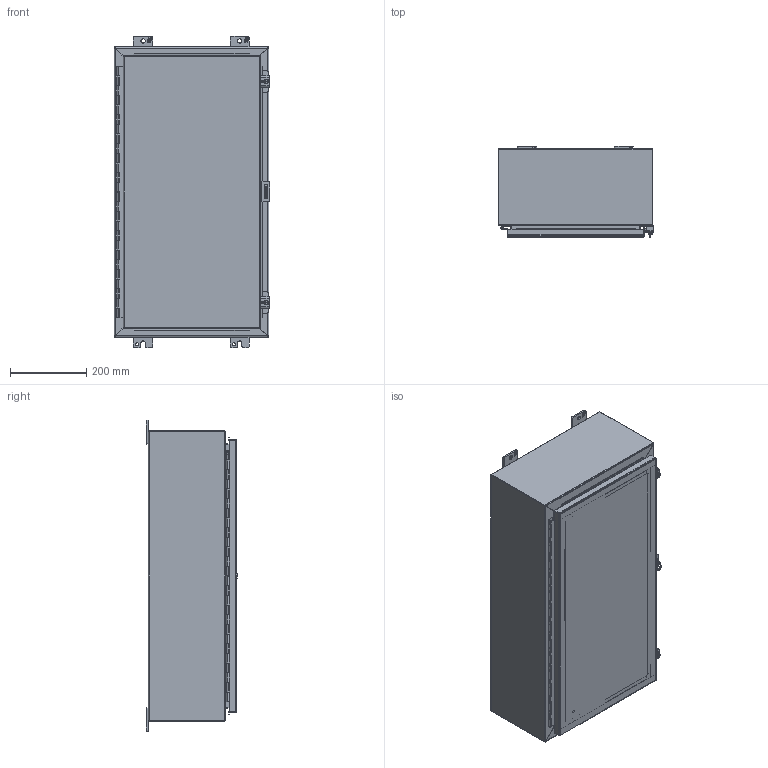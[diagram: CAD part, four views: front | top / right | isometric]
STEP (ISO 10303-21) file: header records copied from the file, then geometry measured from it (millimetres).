
FILE_DESCRIPTION (( 'STEP AP203' ), '1' );
FILE_NAME ('1418KG8_Default.step', '2019-10-31T19:35:58', ( 'ADC123' ), ( 'Microsoft' ), 'SwSTEP 2.0', 'SolidWorks 2019', '' );
FILE_SCHEMA (( 'CONFIG_CONTROL_DESIGN' ));
Products named in the file (1): 1418KG8_Default
Bounding box: 409.57 x 239.7 x 819.15 mm (x, y, z)
Volume: 3179141.1 mm3; surface area: 3251466.9 mm2
Topology: 38 solids, 38 shells, 1209 faces, 3101 edges, 1998 vertices
Faces by surface type: plane 739, cylinder 402, bspline 58, cone 10
Entity records: 39016 total; most frequent: CARTESIAN_POINT 9435, ORIENTED_EDGE 6202, DIRECTION 6015, EDGE_CURVE 3101, LINE 2183, VECTOR 2183, VERTEX_POINT 1998, AXIS2_PLACEMENT_3D 1916
